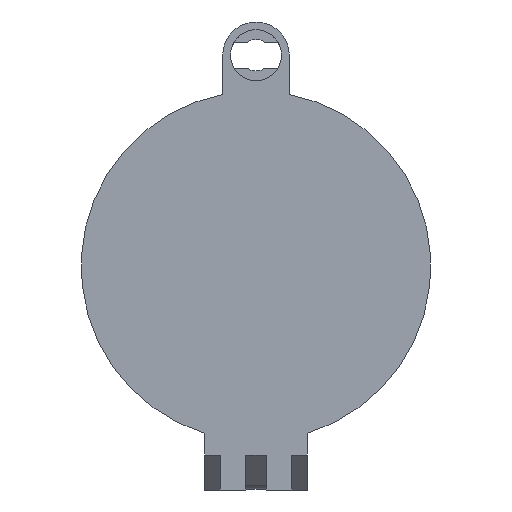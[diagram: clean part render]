
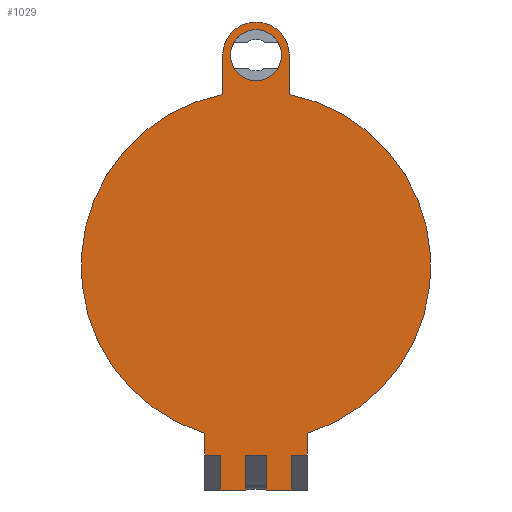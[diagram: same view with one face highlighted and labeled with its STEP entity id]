
A CAD part, front view. The second image highlights one B-rep face of the part: STEP entity #1029.
In plain terms, the highlighted planar face has unit normal (0, -1, 0).
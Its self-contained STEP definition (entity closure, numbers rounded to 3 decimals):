
#17=FACE_BOUND('',#187,.T.);
#49=CIRCLE('',#1088,7.3);
#50=CIRCLE('',#1089,7.3);
#78=CIRCLE('',#1128,9.5);
#81=CIRCLE('',#1133,50.);
#85=CIRCLE('',#1141,50.);
#129=FACE_OUTER_BOUND('',#186,.T.);
#186=EDGE_LOOP('',(#841,#842,#843,#844,#845,#846,#847,#848,#849,#850,#851,
#852,#853,#854,#855,#856));
#187=EDGE_LOOP('',(#857,#858));
#258=LINE('',#1639,#355);
#273=LINE('',#1677,#370);
#276=LINE('',#1689,#373);
#285=LINE('',#1711,#382);
#287=LINE('',#1716,#384);
#292=LINE('',#1734,#389);
#293=LINE('',#1738,#390);
#294=LINE('',#1739,#391);
#295=LINE('',#1741,#392);
#296=LINE('',#1742,#393);
#297=LINE('',#1744,#394);
#298=LINE('',#1746,#395);
#299=LINE('',#1747,#396);
#355=VECTOR('',#1325,1000.);
#370=VECTOR('',#1356,1000.);
#373=VECTOR('',#1369,1000.);
#382=VECTOR('',#1382,1000.);
#384=VECTOR('',#1386,1000.);
#389=VECTOR('',#1401,1000.);
#390=VECTOR('',#1406,1000.);
#391=VECTOR('',#1407,1000.);
#392=VECTOR('',#1408,1000.);
#393=VECTOR('',#1409,1000.);
#394=VECTOR('',#1410,1000.);
#395=VECTOR('',#1411,1000.);
#396=VECTOR('',#1412,1000.);
#435=VERTEX_POINT('',#1553);
#436=VERTEX_POINT('',#1555);
#468=VERTEX_POINT('',#1636);
#469=VERTEX_POINT('',#1638);
#482=VERTEX_POINT('',#1670);
#483=VERTEX_POINT('',#1671);
#484=VERTEX_POINT('',#1676);
#487=VERTEX_POINT('',#1683);
#488=VERTEX_POINT('',#1688);
#493=VERTEX_POINT('',#1703);
#496=VERTEX_POINT('',#1709);
#497=VERTEX_POINT('',#1713);
#498=VERTEX_POINT('',#1715);
#503=VERTEX_POINT('',#1729);
#504=VERTEX_POINT('',#1737);
#505=VERTEX_POINT('',#1740);
#506=VERTEX_POINT('',#1743);
#507=VERTEX_POINT('',#1745);
#547=EDGE_CURVE('',#435,#436,#49,.T.);
#548=EDGE_CURVE('',#436,#435,#50,.T.);
#588=EDGE_CURVE('',#468,#469,#258,.T.);
#605=EDGE_CURVE('',#482,#483,#78,.T.);
#608=EDGE_CURVE('',#483,#484,#273,.T.);
#613=EDGE_CURVE('',#484,#487,#81,.T.);
#614=EDGE_CURVE('',#487,#488,#276,.T.);
#625=EDGE_CURVE('',#496,#493,#285,.T.);
#627=EDGE_CURVE('',#497,#498,#287,.T.);
#635=EDGE_CURVE('',#498,#503,#85,.T.);
#636=EDGE_CURVE('',#503,#482,#292,.T.);
#638=EDGE_CURVE('',#504,#496,#293,.T.);
#639=EDGE_CURVE('',#504,#488,#294,.T.);
#640=EDGE_CURVE('',#505,#497,#295,.T.);
#641=EDGE_CURVE('',#469,#505,#296,.T.);
#642=EDGE_CURVE('',#506,#468,#297,.T.);
#643=EDGE_CURVE('',#507,#506,#298,.T.);
#644=EDGE_CURVE('',#507,#493,#299,.T.);
#841=ORIENTED_EDGE('',*,*,#638,.F.);
#842=ORIENTED_EDGE('',*,*,#639,.T.);
#843=ORIENTED_EDGE('',*,*,#614,.F.);
#844=ORIENTED_EDGE('',*,*,#613,.F.);
#845=ORIENTED_EDGE('',*,*,#608,.F.);
#846=ORIENTED_EDGE('',*,*,#605,.F.);
#847=ORIENTED_EDGE('',*,*,#636,.F.);
#848=ORIENTED_EDGE('',*,*,#635,.F.);
#849=ORIENTED_EDGE('',*,*,#627,.F.);
#850=ORIENTED_EDGE('',*,*,#640,.F.);
#851=ORIENTED_EDGE('',*,*,#641,.F.);
#852=ORIENTED_EDGE('',*,*,#588,.F.);
#853=ORIENTED_EDGE('',*,*,#642,.F.);
#854=ORIENTED_EDGE('',*,*,#643,.F.);
#855=ORIENTED_EDGE('',*,*,#644,.T.);
#856=ORIENTED_EDGE('',*,*,#625,.F.);
#857=ORIENTED_EDGE('',*,*,#548,.F.);
#858=ORIENTED_EDGE('',*,*,#547,.F.);
#980=PLANE('',#1144);
#1029=ADVANCED_FACE('',(#129,#17),#980,.F.);
#1088=AXIS2_PLACEMENT_3D('',#1556,#1241,#1242);
#1089=AXIS2_PLACEMENT_3D('',#1557,#1243,#1244);
#1128=AXIS2_PLACEMENT_3D('',#1672,#1350,#1351);
#1133=AXIS2_PLACEMENT_3D('',#1686,#1365,#1366);
#1141=AXIS2_PLACEMENT_3D('',#1732,#1397,#1398);
#1144=AXIS2_PLACEMENT_3D('',#1736,#1404,#1405);
#1241=DIRECTION('center_axis',(0.,-1.,0.));
#1242=DIRECTION('ref_axis',(0.,0.,-1.));
#1243=DIRECTION('center_axis',(0.,-1.,0.));
#1244=DIRECTION('ref_axis',(0.,0.,-1.));
#1325=DIRECTION('',(-1.,0.,0.));
#1350=DIRECTION('center_axis',(0.,1.,0.));
#1351=DIRECTION('ref_axis',(0.,0.,1.));
#1356=DIRECTION('',(0.,0.,-1.));
#1365=DIRECTION('center_axis',(0.,1.,0.));
#1366=DIRECTION('ref_axis',(0.,0.,1.));
#1369=DIRECTION('',(0.,0.,-1.));
#1382=DIRECTION('',(-1.,0.,0.));
#1386=DIRECTION('',(0.,0.,1.));
#1397=DIRECTION('center_axis',(0.,1.,0.));
#1398=DIRECTION('ref_axis',(0.,0.,1.));
#1401=DIRECTION('',(0.,0.,1.));
#1404=DIRECTION('center_axis',(0.,1.,0.));
#1405=DIRECTION('ref_axis',(0.,0.,1.));
#1406=DIRECTION('',(0.,0.,-1.));
#1407=DIRECTION('',(1.,0.,0.));
#1408=DIRECTION('',(-1.,0.,0.));
#1409=DIRECTION('',(0.,0.,1.));
#1410=DIRECTION('',(0.,0.,-1.));
#1411=DIRECTION('',(-1.,0.,0.));
#1412=DIRECTION('',(0.,0.,-1.));
#1553=CARTESIAN_POINT('',(0.,0.,67.6));
#1555=CARTESIAN_POINT('',(0.,0.,53.));
#1556=CARTESIAN_POINT('Origin',(0.,0.,60.3));
#1557=CARTESIAN_POINT('Origin',(0.,0.,60.3));
#1636=CARTESIAN_POINT('',(-3.,0.,-64.));
#1638=CARTESIAN_POINT('',(-10.2,0.,-64.));
#1639=CARTESIAN_POINT('',(-14.7,0.,-64.));
#1670=CARTESIAN_POINT('',(-9.5,0.,60.3));
#1671=CARTESIAN_POINT('',(9.5,0.,60.3));
#1672=CARTESIAN_POINT('Origin',(0.,0.,60.3));
#1676=CARTESIAN_POINT('',(9.5,0.,49.089));
#1677=CARTESIAN_POINT('',(9.5,0.,60.3));
#1683=CARTESIAN_POINT('',(14.7,0.,-47.79));
#1686=CARTESIAN_POINT('Origin',(0.,0.,0.));
#1688=CARTESIAN_POINT('',(14.7,0.,-54.));
#1689=CARTESIAN_POINT('',(14.7,0.,-47.79));
#1703=CARTESIAN_POINT('',(3.,0.,-64.));
#1709=CARTESIAN_POINT('',(10.2,0.,-64.));
#1711=CARTESIAN_POINT('',(-14.7,0.,-64.));
#1713=CARTESIAN_POINT('',(-14.7,0.,-54.));
#1715=CARTESIAN_POINT('',(-14.7,0.,-47.79));
#1716=CARTESIAN_POINT('',(-14.7,0.,-47.79));
#1729=CARTESIAN_POINT('',(-9.5,0.,49.089));
#1732=CARTESIAN_POINT('Origin',(0.,0.,0.));
#1734=CARTESIAN_POINT('',(-9.5,0.,60.3));
#1736=CARTESIAN_POINT('Origin',(0.,0.,60.3));
#1737=CARTESIAN_POINT('',(10.2,0.,-54.));
#1738=CARTESIAN_POINT('',(10.2,0.,-54.));
#1739=CARTESIAN_POINT('',(10.2,0.,-54.));
#1740=CARTESIAN_POINT('',(-10.2,0.,-54.));
#1741=CARTESIAN_POINT('',(-10.2,0.,-54.));
#1742=CARTESIAN_POINT('',(-10.2,0.,-64.));
#1743=CARTESIAN_POINT('',(-3.,0.,-54.));
#1744=CARTESIAN_POINT('',(-3.,0.,-54.));
#1745=CARTESIAN_POINT('',(3.,0.,-54.));
#1746=CARTESIAN_POINT('',(3.,0.,-54.));
#1747=CARTESIAN_POINT('',(3.,0.,-54.));
